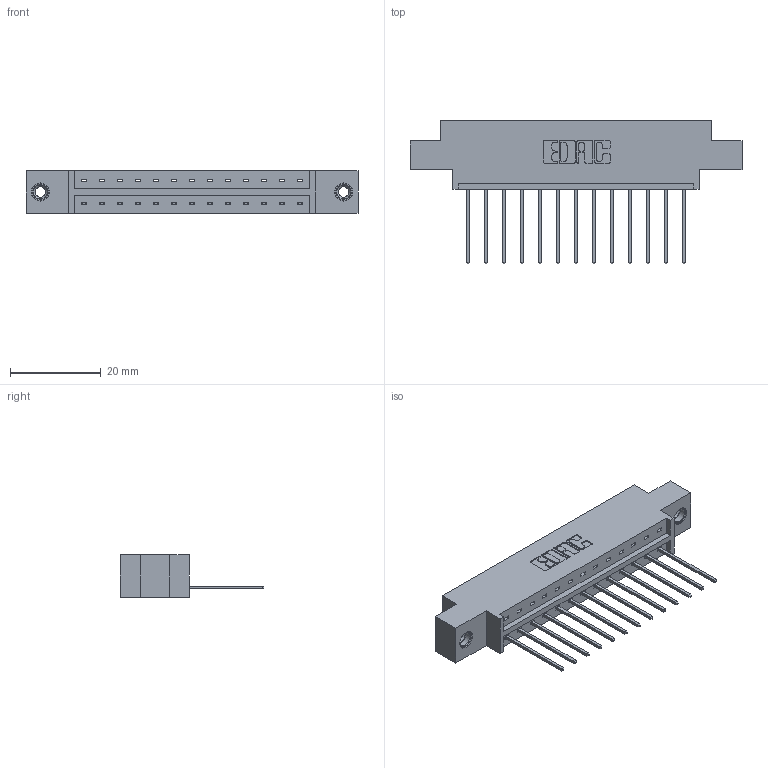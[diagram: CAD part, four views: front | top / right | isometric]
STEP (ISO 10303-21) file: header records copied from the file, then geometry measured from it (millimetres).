
FILE_DESCRIPTION (( 'STEP AP203' ), '1' );
FILE_NAME ('333-013-542-608.STEP', '2018-08-01T01:33:22', ( '' ), ( '' ), 'SwSTEP 2.0', 'SolidWorks 2016', '' );
FILE_SCHEMA (( 'CONFIG_CONTROL_DESIGN' ));
Length unit declared in the file: inch
Products named in the file (4): 333 Part_Offset - .156 Dia - TI; 345-292-001_345-293-142; 345-250-001_345-250-003-102; 333-013-542-608
Assembly tree (16 placements, depth 2):
  333-013-542-608
    333 Part_Offset - .156 Dia - TI
    345-292-001_345-293-142  x13
    345-250-001_345-250-003-102  x2
Bounding box: 73.05 x 31.63 x 9.4 mm (x, y, z)
Volume: 6896.1 mm3; surface area: 7686 mm2
Topology: 16 solids, 16 shells, 932 faces, 2747 edges, 1806 vertices
Faces by surface type: plane 652, cylinder 264, cone 12, torus 4
Entity records: 13034 total; most frequent: CARTESIAN_POINT 2236, ORIENTED_EDGE 2178, DIRECTION 1977, EDGE_CURVE 1089, VECTOR 941, LINE 941, VERTEX_POINT 720, AXIS2_PLACEMENT_3D 518
